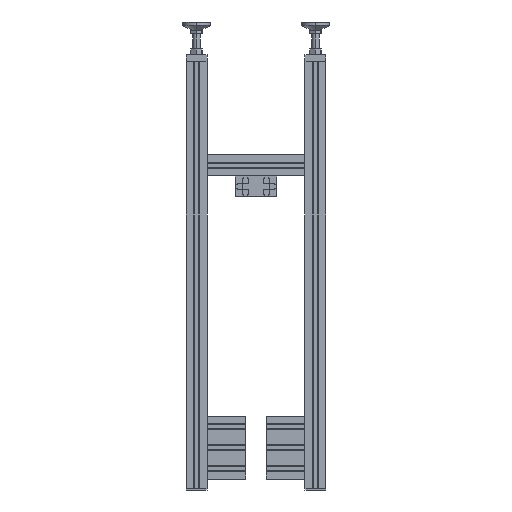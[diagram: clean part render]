
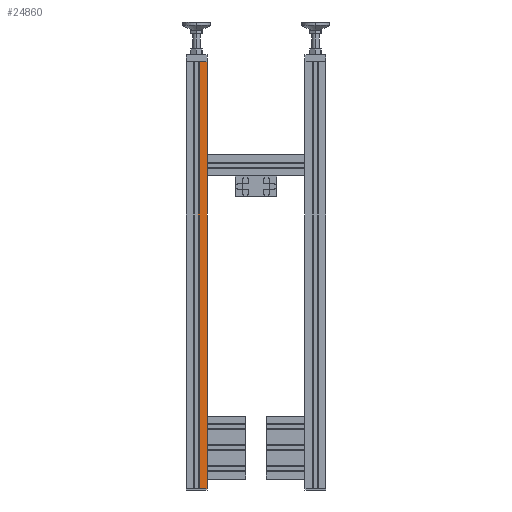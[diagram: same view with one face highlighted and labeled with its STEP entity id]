
A CAD part, front view. The second image highlights one B-rep face of the part: STEP entity #24860.
In plain terms, the highlighted planar face has unit normal (0, -1, 0).
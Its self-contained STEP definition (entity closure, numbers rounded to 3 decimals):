
#23872=DIRECTION('',(0.,0.,-1.));
#23873=VECTOR('',#23872,914.9);
#23874=CARTESIAN_POINT('',(-105.,-1232.5,-87.5));
#23875=LINE('',#23874,#23873);
#23876=DIRECTION('',(1.,0.,0.));
#23877=VECTOR('',#23876,18.4);
#23878=CARTESIAN_POINT('',(-123.4,-1232.5,-1002.4));
#23879=LINE('',#23878,#23877);
#23880=DIRECTION('',(0.,0.,-1.));
#23881=VECTOR('',#23880,914.9);
#23882=CARTESIAN_POINT('',(-123.4,-1232.5,-87.5));
#23883=LINE('',#23882,#23881);
#24268=DIRECTION('',(1.,0.,0.));
#24269=VECTOR('',#24268,18.4);
#24270=CARTESIAN_POINT('',(-123.4,-1232.5,-87.5));
#24271=LINE('',#24270,#24269);
#24466=CARTESIAN_POINT('',(-105.,-1232.5,-1002.4));
#24467=VERTEX_POINT('',#24466);
#24468=CARTESIAN_POINT('',(-123.4,-1232.5,-1002.4));
#24469=VERTEX_POINT('',#24468);
#24654=CARTESIAN_POINT('',(-123.4,-1232.5,-87.5));
#24655=VERTEX_POINT('',#24654);
#24656=CARTESIAN_POINT('',(-105.,-1232.5,-87.5));
#24657=VERTEX_POINT('',#24656);
#24847=CARTESIAN_POINT('',(-123.1,-1232.5,-1002.4));
#24848=DIRECTION('',(0.,-1.,0.));
#24849=DIRECTION('',(1.,0.,0.));
#24850=AXIS2_PLACEMENT_3D('',#24847,#24848,#24849);
#24851=PLANE('',#24850);
#24852=ORIENTED_EDGE('',*,*,#24839,.T.);
#24853=ORIENTED_EDGE('',*,*,#24763,.F.);
#24855=ORIENTED_EDGE('',*,*,#24854,.F.);
#24857=ORIENTED_EDGE('',*,*,#24856,.T.);
#24858=EDGE_LOOP('',(#24852,#24853,#24855,#24857));
#24859=FACE_OUTER_BOUND('',#24858,.F.);
#24860=ADVANCED_FACE('',(#24859),#24851,.T.);
#24763=EDGE_CURVE('',#24469,#24467,#23879,.T.);
#24839=EDGE_CURVE('',#24657,#24467,#23875,.T.);
#24854=EDGE_CURVE('',#24655,#24469,#23883,.T.);
#24856=EDGE_CURVE('',#24655,#24657,#24271,.T.);
